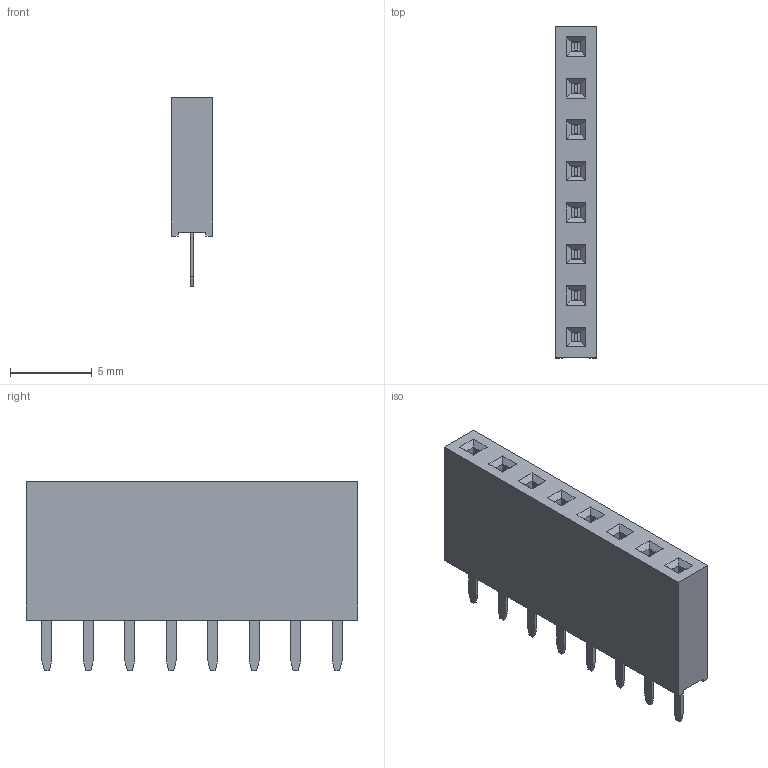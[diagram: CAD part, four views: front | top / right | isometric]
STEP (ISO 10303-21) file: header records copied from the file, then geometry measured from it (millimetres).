
FILE_DESCRIPTION(/* description */ (''),/* implementation_level */ '2;1');
FILE_NAME(/* name */ 'PinSocket_1x08_P2.54mm_Vertical v2.step',/* time_stamp */ '2019-08-10T08:50:48-04:00',/* author */ (''),/* organization */ (''),/* preprocessor_version */ 'ST-DEVELOPER v18',/* originating_system */ 'Autodesk Translation Framework v8.2.0.1029',/* authorisation */ '');
FILE_SCHEMA (('AUTOMOTIVE_DESIGN { 1 0 10303 214 3 1 1 }'));
Length unit declared in the file: millimetre
Products named in the file (1): PinSocket_1x08_P2.54mm_Vertical
Bounding box: 2.54 x 20.32 x 11.6 mm (x, y, z)
Volume: 412.9 mm3; surface area: 693 mm2
Topology: 1 solids, 1 shells, 258 faces, 664 edges, 432 vertices
Faces by surface type: plane 258
Entity records: 7937 total; most frequent: CARTESIAN_POINT 1355, ORIENTED_EDGE 1328, DIRECTION 1182, LINE 664, VECTOR 664, EDGE_CURVE 664, VERTEX_POINT 432, EDGE_LOOP 282
